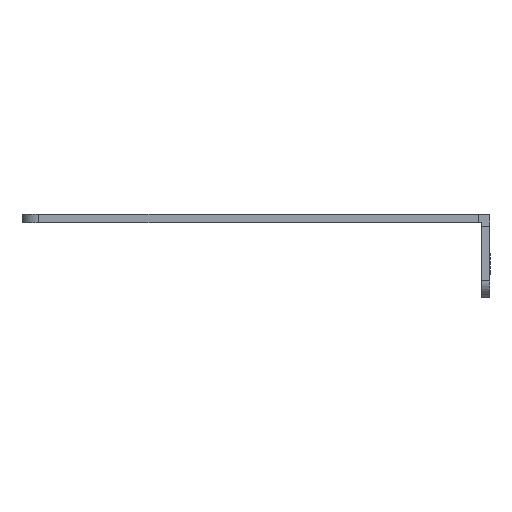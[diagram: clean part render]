
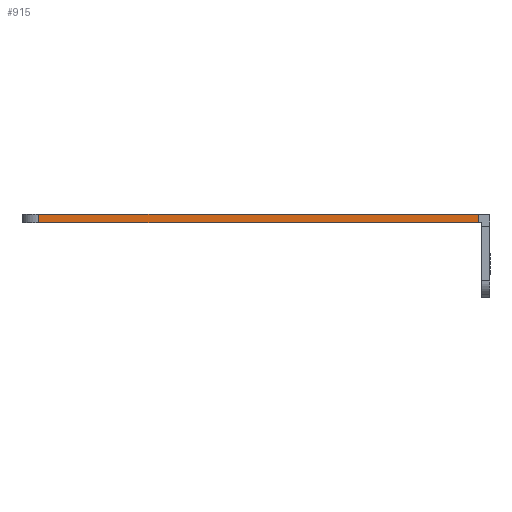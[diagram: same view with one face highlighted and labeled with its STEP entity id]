
A CAD part, left-side view. The second image highlights one B-rep face of the part: STEP entity #915.
In plain terms, the highlighted planar face has unit normal (-1, 0, 0).
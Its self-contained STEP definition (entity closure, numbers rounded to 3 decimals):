
#179 = CARTESIAN_POINT ( 'NONE',  ( -200., -67.25, 0. ) ) ;
#269 = ORIENTED_EDGE ( 'NONE', *, *, #3136, .T. ) ;
#360 = ORIENTED_EDGE ( 'NONE', *, *, #2279, .T. ) ;
#422 = FACE_OUTER_BOUND ( 'NONE', #1707, .T. ) ;
#537 = VECTOR ( 'NONE', #1283, 1000. ) ;
#915 = ADVANCED_FACE ( 'NONE', ( #422 ), #1146, .T. ) ;
#918 = CARTESIAN_POINT ( 'NONE',  ( -200., 67.25, 0. ) ) ;
#967 = VERTEX_POINT ( 'NONE', #2653 ) ;
#1146 = PLANE ( 'NONE',  #2190 ) ;
#1283 = DIRECTION ( 'NONE',  ( 0., -1., 0. ) ) ;
#1379 = CARTESIAN_POINT ( 'NONE',  ( -200., 67.25, -2.5 ) ) ;
#1435 = CARTESIAN_POINT ( 'NONE',  ( -200., -67.25, -2.5 ) ) ;
#1447 = VECTOR ( 'NONE', #4779, 1000. ) ;
#1514 = DIRECTION ( 'NONE',  ( -1., 0., 0. ) ) ;
#1707 = EDGE_LOOP ( 'NONE', ( #1742, #2857, #360, #269 ) ) ;
#1742 = ORIENTED_EDGE ( 'NONE', *, *, #4453, .F. ) ;
#1748 = CARTESIAN_POINT ( 'NONE',  ( -200., 62.25, -2.5 ) ) ;
#1754 = DIRECTION ( 'NONE',  ( 0., -1., 0. ) ) ;
#1843 = CARTESIAN_POINT ( 'NONE',  ( -200., 67.25, -2.5 ) ) ;
#2190 = AXIS2_PLACEMENT_3D ( 'NONE', #1843, #1514, #3042 ) ;
#2279 = EDGE_CURVE ( 'NONE', #3750, #4725, #4656, .T. ) ;
#2334 = CARTESIAN_POINT ( 'NONE',  ( -200., -67.25, -2.5 ) ) ;
#2653 = CARTESIAN_POINT ( 'NONE',  ( -200., 62.25, 0. ) ) ;
#2845 = LINE ( 'NONE', #1748, #1447 ) ;
#2857 = ORIENTED_EDGE ( 'NONE', *, *, #3765, .T. ) ;
#3039 = VECTOR ( 'NONE', #1754, 1000. ) ;
#3042 = DIRECTION ( 'NONE',  ( 0., 0., 1. ) ) ;
#3098 = DIRECTION ( 'NONE',  ( 0., 0., 1. ) ) ;
#3136 = EDGE_CURVE ( 'NONE', #4725, #4557, #4356, .T. ) ;
#3231 = LINE ( 'NONE', #918, #537 ) ;
#3308 = VECTOR ( 'NONE', #3098, 1000. ) ;
#3750 = VERTEX_POINT ( 'NONE', #4058 ) ;
#3765 = EDGE_CURVE ( 'NONE', #967, #3750, #2845, .T. ) ;
#4058 = CARTESIAN_POINT ( 'NONE',  ( -200., 62.25, -2.5 ) ) ;
#4356 = LINE ( 'NONE', #2334, #3308 ) ;
#4453 = EDGE_CURVE ( 'NONE', #967, #4557, #3231, .T. ) ;
#4557 = VERTEX_POINT ( 'NONE', #179 ) ;
#4656 = LINE ( 'NONE', #1379, #3039 ) ;
#4725 = VERTEX_POINT ( 'NONE', #1435 ) ;
#4779 = DIRECTION ( 'NONE',  ( 0., 0., -1. ) ) ;
